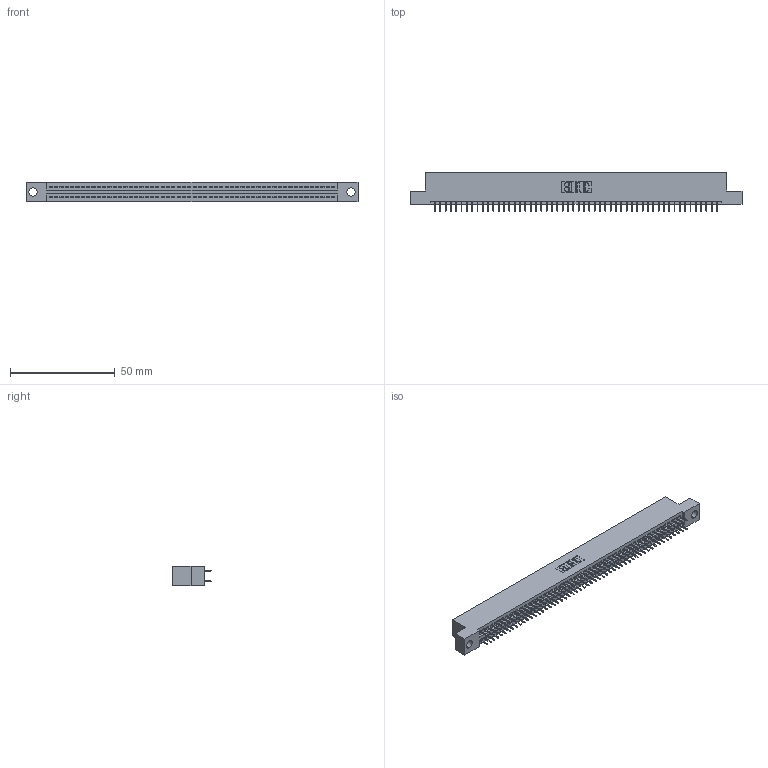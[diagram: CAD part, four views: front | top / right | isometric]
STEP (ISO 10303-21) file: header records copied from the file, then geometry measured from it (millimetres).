
FILE_DESCRIPTION (( 'STEP AP203' ), '1' );
FILE_NAME ('345-108-525-204.STEP', '2020-09-21T20:23:58', ( '' ), ( '' ), 'SwSTEP 2.0', 'SolidWorks 2020', '' );
FILE_SCHEMA (( 'CONFIG_CONTROL_DESIGN' ));
Length unit declared in the file: inch
Products named in the file (3): 345-292-001_345-293-125; 345-108-525-204; 345 Part_Flush Mounting Lugs - 0.156 Dia-TH
Assembly tree (109 placements, depth 2):
  345-108-525-204
    345 Part_Flush Mounting Lugs - 0.156 Dia-TH
    345-292-001_345-293-125  x108
Bounding box: 158.37 x 18.72 x 9.4 mm (x, y, z)
Volume: 15229.9 mm3; surface area: 22024.2 mm2
Topology: 109 solids, 109 shells, 5958 faces, 16865 edges, 10810 vertices
Faces by surface type: plane 4292, cylinder 1666
Entity records: 40831 total; most frequent: CARTESIAN_POINT 6832, ORIENTED_EDGE 6766, DIRECTION 6011, EDGE_CURVE 3383, LINE 3039, VECTOR 3039, VERTEX_POINT 2250, AXIS2_PLACEMENT_3D 1486
